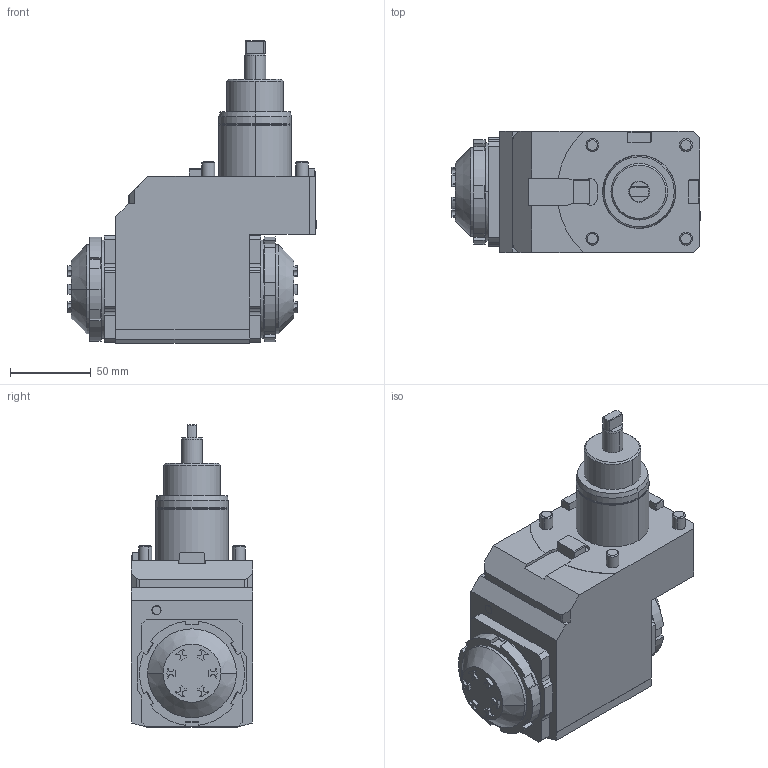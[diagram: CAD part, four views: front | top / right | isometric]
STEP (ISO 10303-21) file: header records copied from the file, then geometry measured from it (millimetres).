
FILE_DESCRIPTION(('HOOPS Exchange Step'),'2;1');
FILE_NAME('Modelcomposition.stp','2024-06-10T07:39:02+00:00',('toolarena-modelservice-ewspro'),('Unknown organisation'),'HOOPS Exchange 2021.2','HOOPS Exchange','Unknown authorisation');
FILE_SCHEMA( ('AP242_MANAGED_MODEL_BASED_3D_ENGINEERING_MIM_LF {1 0 10303 442 1 1 4 }') );
Length unit declared in the file: millimetre
Products named in the file (1): EWS_189420_DIN4003
Bounding box: 153.7 x 75 x 187.5 mm (x, y, z)
Volume: 978456.2 mm3; surface area: 73935.7 mm2
Topology: 1 solids, 1 shells, 422 faces, 1149 edges, 756 vertices
Faces by surface type: plane 236, cylinder 144, cone 34, torus 4, sphere 4
Entity records: 13369 total; most frequent: CARTESIAN_POINT 2439, DIRECTION 2315, ORIENTED_EDGE 2298, EDGE_CURVE 1149, AXIS2_PLACEMENT_3D 788, VERTEX_POINT 756, VECTOR 739, LINE 739
